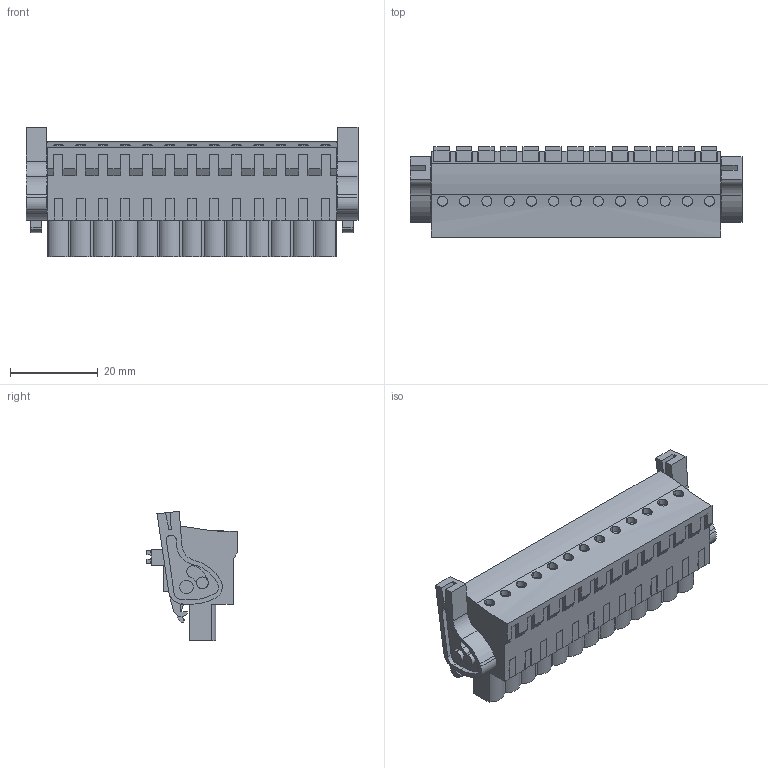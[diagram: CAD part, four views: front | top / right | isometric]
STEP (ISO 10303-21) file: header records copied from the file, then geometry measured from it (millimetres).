
FILE_DESCRIPTION(('CATIA V5 STEP Exchange','CAx-IF Rec.Pracs.--- Model Styling and Organization---1.4--- 2014-01-23'),'2;1');
FILE_NAME ('D1446339_0_1002390000_1002390000.stp','2017-09-09T07:36:09+00:00',('none'),('Weidmueller'),'CATIA Version 5-6 Release 2016','CATIA V5 STEP AP214','none');
FILE_SCHEMA(('AUTOMOTIVE_DESIGN { 1 0 10303 214 1 1 1 1 }'));
Length unit declared in the file: millimetre
Products named in the file (1): 1002390000
Bounding box: 75.74 x 20.64 x 29.52 mm (x, y, z)
Volume: 21289.5 mm3; surface area: 10393.2 mm2
Topology: 16 solids, 16 shells, 967 faces, 2760 edges, 1887 vertices
Faces by surface type: plane 743, cylinder 214, extrusion 10
Entity records: 29207 total; most frequent: CARTESIAN_POINT 5693, ORIENTED_EDGE 5520, DIRECTION 3723, EDGE_CURVE 2760, VECTOR 2263, LINE 2253, VERTEX_POINT 1887, EDGE_LOOP 1037
